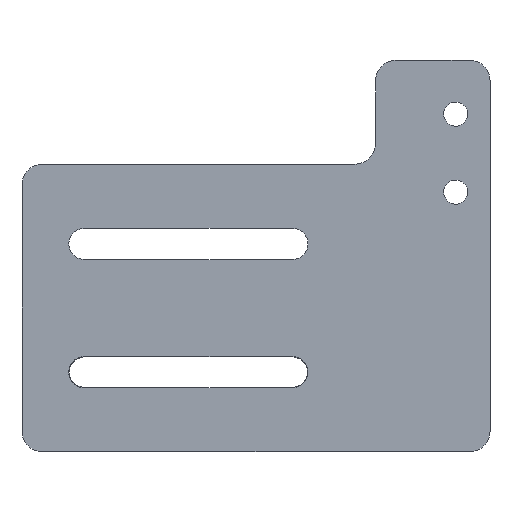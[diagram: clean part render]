
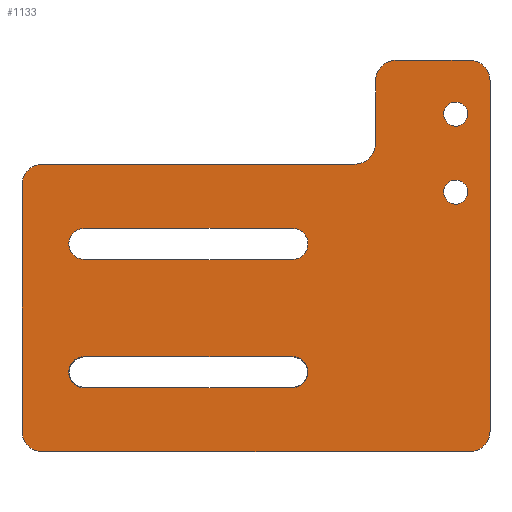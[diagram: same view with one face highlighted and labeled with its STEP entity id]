
A CAD part, left-side view. The second image highlights one B-rep face of the part: STEP entity #1133.
In plain terms, the highlighted planar face has unit normal (-1, 0, 0).
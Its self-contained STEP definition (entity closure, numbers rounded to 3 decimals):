
#61=CARTESIAN_POINT('Vertex',(-12.8,2.291,33.018)) ;
#66=CARTESIAN_POINT('Axis2P3D Location',(-12.8,3.3,32.467)) ;
#70=CARTESIAN_POINT('Vertex',(-12.8,4.309,31.915)) ;
#92=CARTESIAN_POINT('Axis2P3D Location',(-12.8,3.3,32.467)) ;
#114=CARTESIAN_POINT('Axis2P3D Location',(-12.8,39.,19.993)) ;
#118=CARTESIAN_POINT('Vertex',(-12.8,39.,18.493)) ;
#120=CARTESIAN_POINT('Vertex',(-12.8,39.,21.493)) ;
#154=CARTESIAN_POINT('Axis2P3D Location',(-12.8,19.,19.993)) ;
#158=CARTESIAN_POINT('Vertex',(-12.8,19.,21.493)) ;
#160=CARTESIAN_POINT('Vertex',(-12.8,19.,18.493)) ;
#337=CARTESIAN_POINT('Line Origine',(-12.8,29.,18.493)) ;
#354=CARTESIAN_POINT('Line Origine',(-12.8,29.,21.493)) ;
#371=CARTESIAN_POINT('Line Origine',(-12.8,29.,6.16)) ;
#375=CARTESIAN_POINT('Vertex',(-12.8,39.,6.16)) ;
#377=CARTESIAN_POINT('Vertex',(-12.8,19.,6.16)) ;
#411=CARTESIAN_POINT('Control Point',(-12.8,39.,9.16)) ;
#412=CARTESIAN_POINT('Control Point',(-12.8,39.384,9.16)) ;
#413=CARTESIAN_POINT('Control Point',(-12.8,39.768,9.037)) ;
#414=CARTESIAN_POINT('Control Point',(-12.8,40.098,8.79)) ;
#415=CARTESIAN_POINT('Control Point',(-12.8,40.658,7.975)) ;
#416=CARTESIAN_POINT('Control Point',(-12.8,40.509,6.946)) ;
#417=CARTESIAN_POINT('Control Point',(-12.8,40.117,6.42)) ;
#418=CARTESIAN_POINT('Control Point',(-12.8,39.559,6.16)) ;
#419=CARTESIAN_POINT('Control Point',(-12.8,39.,6.16)) ;
#420=CARTESIAN_POINT('Vertex',(-12.8,39.,9.16)) ;
#440=CARTESIAN_POINT('Line Origine',(-12.8,29.,9.16)) ;
#444=CARTESIAN_POINT('Vertex',(-12.8,19.,9.16)) ;
#473=CARTESIAN_POINT('Control Point',(-12.8,19.,6.16)) ;
#474=CARTESIAN_POINT('Control Point',(-12.8,18.616,6.16)) ;
#475=CARTESIAN_POINT('Control Point',(-12.8,18.232,6.283)) ;
#476=CARTESIAN_POINT('Control Point',(-12.8,17.902,6.53)) ;
#477=CARTESIAN_POINT('Control Point',(-12.8,17.342,7.345)) ;
#478=CARTESIAN_POINT('Control Point',(-12.8,17.491,8.374)) ;
#479=CARTESIAN_POINT('Control Point',(-12.8,17.883,8.9)) ;
#480=CARTESIAN_POINT('Control Point',(-12.8,18.441,9.16)) ;
#481=CARTESIAN_POINT('Control Point',(-12.8,19.,9.16)) ;
#691=CARTESIAN_POINT('Vertex',(-12.8,2.291,25.518)) ;
#696=CARTESIAN_POINT('Axis2P3D Location',(-12.8,3.3,24.967)) ;
#700=CARTESIAN_POINT('Vertex',(-12.8,4.309,24.415)) ;
#722=CARTESIAN_POINT('Axis2P3D Location',(-12.8,3.3,24.967)) ;
#748=CARTESIAN_POINT('Vertex',(-12.8,13.,27.667)) ;
#753=CARTESIAN_POINT('Axis2P3D Location',(-12.8,13.,29.667)) ;
#757=CARTESIAN_POINT('Vertex',(-12.8,11.,29.667)) ;
#790=CARTESIAN_POINT('Vertex',(-12.8,43.,27.667)) ;
#793=CARTESIAN_POINT('Line Origine',(-12.8,28.,27.667)) ;
#815=CARTESIAN_POINT('Axis2P3D Location',(-12.8,43.,25.667)) ;
#819=CARTESIAN_POINT('Vertex',(-12.8,45.,25.667)) ;
#852=CARTESIAN_POINT('Vertex',(-12.8,11.,35.667)) ;
#860=CARTESIAN_POINT('Line Origine',(-12.8,11.,32.667)) ;
#877=CARTESIAN_POINT('Axis2P3D Location',(-12.8,9.,35.667)) ;
#881=CARTESIAN_POINT('Vertex',(-12.8,9.,37.667)) ;
#915=CARTESIAN_POINT('Line Origine',(-12.8,5.5,37.667)) ;
#919=CARTESIAN_POINT('Vertex',(-12.8,2.,37.667)) ;
#946=CARTESIAN_POINT('Axis2P3D Location',(-12.8,2.,35.667)) ;
#950=CARTESIAN_POINT('Vertex',(-12.8,0.,35.667)) ;
#976=CARTESIAN_POINT('Vertex',(-12.8,0.,2.)) ;
#984=CARTESIAN_POINT('Line Origine',(-12.8,0.,18.833)) ;
#1001=CARTESIAN_POINT('Axis2P3D Location',(-12.8,2.,2.)) ;
#1005=CARTESIAN_POINT('Vertex',(-12.8,2.,0.)) ;
#1038=CARTESIAN_POINT('Vertex',(-12.8,45.,2.)) ;
#1041=CARTESIAN_POINT('Line Origine',(-12.8,45.,13.833)) ;
#1069=CARTESIAN_POINT('Vertex',(-12.8,43.,0.)) ;
#1077=CARTESIAN_POINT('Line Origine',(-12.8,22.5,0.)) ;
#1089=CARTESIAN_POINT('Axis2P3D Location',(-12.8,0.,0.)) ;
#1094=CARTESIAN_POINT('Axis2P3D Location',(-12.8,43.,2.)) ;
#67=DIRECTION('Axis2P3D Direction',(-1.,0.,-0.)) ;
#93=DIRECTION('Axis2P3D Direction',(-1.,0.,-0.)) ;
#115=DIRECTION('Axis2P3D Direction',(1.,0.,0.)) ;
#155=DIRECTION('Axis2P3D Direction',(1.,0.,0.)) ;
#338=DIRECTION('Vector Direction',(0.,-1.,0.)) ;
#355=DIRECTION('Vector Direction',(0.,1.,0.)) ;
#372=DIRECTION('Vector Direction',(0.,-1.,0.)) ;
#441=DIRECTION('Vector Direction',(0.,1.,0.)) ;
#697=DIRECTION('Axis2P3D Direction',(-1.,0.,0.)) ;
#723=DIRECTION('Axis2P3D Direction',(-1.,0.,0.)) ;
#754=DIRECTION('Axis2P3D Direction',(1.,0.,0.)) ;
#794=DIRECTION('Vector Direction',(0.,-1.,0.)) ;
#816=DIRECTION('Axis2P3D Direction',(-1.,0.,0.)) ;
#861=DIRECTION('Vector Direction',(0.,0.,1.)) ;
#878=DIRECTION('Axis2P3D Direction',(1.,0.,0.)) ;
#916=DIRECTION('Vector Direction',(0.,-1.,0.)) ;
#947=DIRECTION('Axis2P3D Direction',(1.,0.,0.)) ;
#985=DIRECTION('Vector Direction',(0.,0.,-1.)) ;
#1002=DIRECTION('Axis2P3D Direction',(-1.,0.,0.)) ;
#1042=DIRECTION('Vector Direction',(0.,0.,1.)) ;
#1078=DIRECTION('Vector Direction',(0.,1.,0.)) ;
#1090=DIRECTION('Axis2P3D Direction',(1.,0.,0.)) ;
#1091=DIRECTION('Axis2P3D XDirection',(0.,1.,0.)) ;
#1095=DIRECTION('Axis2P3D Direction',(1.,0.,0.)) ;
#68=AXIS2_PLACEMENT_3D('Circle Axis2P3D',#66,#67,$) ;
#94=AXIS2_PLACEMENT_3D('Circle Axis2P3D',#92,#93,$) ;
#116=AXIS2_PLACEMENT_3D('Circle Axis2P3D',#114,#115,$) ;
#156=AXIS2_PLACEMENT_3D('Circle Axis2P3D',#154,#155,$) ;
#698=AXIS2_PLACEMENT_3D('Circle Axis2P3D',#696,#697,$) ;
#724=AXIS2_PLACEMENT_3D('Circle Axis2P3D',#722,#723,$) ;
#755=AXIS2_PLACEMENT_3D('Circle Axis2P3D',#753,#754,$) ;
#817=AXIS2_PLACEMENT_3D('Circle Axis2P3D',#815,#816,$) ;
#879=AXIS2_PLACEMENT_3D('Circle Axis2P3D',#877,#878,$) ;
#948=AXIS2_PLACEMENT_3D('Circle Axis2P3D',#946,#947,$) ;
#1003=AXIS2_PLACEMENT_3D('Circle Axis2P3D',#1001,#1002,$) ;
#1092=AXIS2_PLACEMENT_3D('Plane Axis2P3D',#1089,#1090,#1091) ;
#1096=AXIS2_PLACEMENT_3D('Circle Axis2P3D',#1094,#1095,$) ;
#1100=ORIENTED_EDGE('',*,*,#1098,.F.) ;
#1101=ORIENTED_EDGE('',*,*,#1081,.F.) ;
#1102=ORIENTED_EDGE('',*,*,#1007,.F.) ;
#1103=ORIENTED_EDGE('',*,*,#988,.F.) ;
#1104=ORIENTED_EDGE('',*,*,#952,.F.) ;
#1105=ORIENTED_EDGE('',*,*,#921,.F.) ;
#1106=ORIENTED_EDGE('',*,*,#883,.F.) ;
#1107=ORIENTED_EDGE('',*,*,#864,.F.) ;
#1108=ORIENTED_EDGE('',*,*,#759,.T.) ;
#1109=ORIENTED_EDGE('',*,*,#797,.F.) ;
#1110=ORIENTED_EDGE('',*,*,#821,.F.) ;
#1111=ORIENTED_EDGE('',*,*,#1045,.F.) ;
#1114=ORIENTED_EDGE('',*,*,#726,.T.) ;
#1115=ORIENTED_EDGE('',*,*,#702,.T.) ;
#1118=ORIENTED_EDGE('',*,*,#72,.T.) ;
#1119=ORIENTED_EDGE('',*,*,#96,.T.) ;
#1122=ORIENTED_EDGE('',*,*,#379,.F.) ;
#1123=ORIENTED_EDGE('',*,*,#422,.F.) ;
#1124=ORIENTED_EDGE('',*,*,#446,.F.) ;
#1125=ORIENTED_EDGE('',*,*,#482,.F.) ;
#1128=ORIENTED_EDGE('',*,*,#162,.T.) ;
#1129=ORIENTED_EDGE('',*,*,#341,.F.) ;
#1130=ORIENTED_EDGE('',*,*,#122,.T.) ;
#1131=ORIENTED_EDGE('',*,*,#358,.F.) ;
#1116=FACE_BOUND('',#1113,.T.) ;
#1120=FACE_BOUND('',#1117,.T.) ;
#1126=FACE_BOUND('',#1121,.T.) ;
#1132=FACE_BOUND('',#1127,.T.) ;
#339=VECTOR('Line Direction',#338,1.) ;
#356=VECTOR('Line Direction',#355,1.) ;
#373=VECTOR('Line Direction',#372,1.) ;
#442=VECTOR('Line Direction',#441,1.) ;
#795=VECTOR('Line Direction',#794,1.) ;
#862=VECTOR('Line Direction',#861,1.) ;
#917=VECTOR('Line Direction',#916,1.) ;
#986=VECTOR('Line Direction',#985,1.) ;
#1043=VECTOR('Line Direction',#1042,1.) ;
#1079=VECTOR('Line Direction',#1078,1.) ;
#1133=ADVANCED_FACE('PartBody',(#1112,#1116,#1120,#1126,#1132),#1093,.F.) ;
#410=B_SPLINE_CURVE_WITH_KNOTS('',5,(#411,#412,#413,#414,#415,#416,#417,#418,#419),.UNSPECIFIED.,.F.,.U.,(6,3,6),(0.,2.714,6.663),.UNSPECIFIED.) ;
#472=B_SPLINE_CURVE_WITH_KNOTS('',5,(#473,#474,#475,#476,#477,#478,#479,#480,#481),.UNSPECIFIED.,.F.,.U.,(6,3,6),(0.,2.714,6.663),.UNSPECIFIED.) ;
#69=CIRCLE('generated circle',#68,1.15) ;
#95=CIRCLE('generated circle',#94,1.15) ;
#117=CIRCLE('generated circle',#116,1.5) ;
#157=CIRCLE('generated circle',#156,1.5) ;
#699=CIRCLE('generated circle',#698,1.15) ;
#725=CIRCLE('generated circle',#724,1.15) ;
#756=CIRCLE('generated circle',#755,2.) ;
#818=CIRCLE('generated circle',#817,2.) ;
#880=CIRCLE('generated circle',#879,2.) ;
#949=CIRCLE('generated circle',#948,2.) ;
#1004=CIRCLE('generated circle',#1003,2.) ;
#1097=CIRCLE('generated circle',#1096,2.) ;
#72=EDGE_CURVE('',#71,#62,#69,.F.) ;
#96=EDGE_CURVE('',#62,#71,#95,.F.) ;
#122=EDGE_CURVE('',#119,#121,#117,.T.) ;
#162=EDGE_CURVE('',#159,#161,#157,.T.) ;
#341=EDGE_CURVE('',#119,#161,#340,.T.) ;
#358=EDGE_CURVE('',#159,#121,#357,.T.) ;
#379=EDGE_CURVE('',#376,#378,#374,.T.) ;
#422=EDGE_CURVE('',#421,#376,#410,.T.) ;
#446=EDGE_CURVE('',#445,#421,#443,.T.) ;
#482=EDGE_CURVE('',#378,#445,#472,.T.) ;
#702=EDGE_CURVE('',#701,#692,#699,.F.) ;
#726=EDGE_CURVE('',#692,#701,#725,.F.) ;
#759=EDGE_CURVE('',#758,#749,#756,.T.) ;
#797=EDGE_CURVE('',#791,#749,#796,.T.) ;
#821=EDGE_CURVE('',#820,#791,#818,.F.) ;
#864=EDGE_CURVE('',#758,#853,#863,.T.) ;
#883=EDGE_CURVE('',#853,#882,#880,.T.) ;
#921=EDGE_CURVE('',#882,#920,#918,.T.) ;
#952=EDGE_CURVE('',#920,#951,#949,.T.) ;
#988=EDGE_CURVE('',#951,#977,#987,.T.) ;
#1007=EDGE_CURVE('',#977,#1006,#1004,.F.) ;
#1045=EDGE_CURVE('',#1039,#820,#1044,.T.) ;
#1081=EDGE_CURVE('',#1006,#1070,#1080,.T.) ;
#1098=EDGE_CURVE('',#1070,#1039,#1097,.T.) ;
#1099=EDGE_LOOP('',(#1100,#1101,#1102,#1103,#1104,#1105,#1106,#1107,#1108,#1109,#1110,#1111)) ;
#1113=EDGE_LOOP('',(#1114,#1115)) ;
#1117=EDGE_LOOP('',(#1118,#1119)) ;
#1121=EDGE_LOOP('',(#1122,#1123,#1124,#1125)) ;
#1127=EDGE_LOOP('',(#1128,#1129,#1130,#1131)) ;
#1112=FACE_OUTER_BOUND('',#1099,.T.) ;
#340=LINE('Line',#337,#339) ;
#357=LINE('Line',#354,#356) ;
#374=LINE('Line',#371,#373) ;
#443=LINE('Line',#440,#442) ;
#796=LINE('Line',#793,#795) ;
#863=LINE('Line',#860,#862) ;
#918=LINE('Line',#915,#917) ;
#987=LINE('Line',#984,#986) ;
#1044=LINE('Line',#1041,#1043) ;
#1080=LINE('Line',#1077,#1079) ;
#1093=PLANE('Plane',#1092) ;
#62=VERTEX_POINT('',#61) ;
#71=VERTEX_POINT('',#70) ;
#119=VERTEX_POINT('',#118) ;
#121=VERTEX_POINT('',#120) ;
#159=VERTEX_POINT('',#158) ;
#161=VERTEX_POINT('',#160) ;
#376=VERTEX_POINT('',#375) ;
#378=VERTEX_POINT('',#377) ;
#421=VERTEX_POINT('',#420) ;
#445=VERTEX_POINT('',#444) ;
#692=VERTEX_POINT('',#691) ;
#701=VERTEX_POINT('',#700) ;
#749=VERTEX_POINT('',#748) ;
#758=VERTEX_POINT('',#757) ;
#791=VERTEX_POINT('',#790) ;
#820=VERTEX_POINT('',#819) ;
#853=VERTEX_POINT('',#852) ;
#882=VERTEX_POINT('',#881) ;
#920=VERTEX_POINT('',#919) ;
#951=VERTEX_POINT('',#950) ;
#977=VERTEX_POINT('',#976) ;
#1006=VERTEX_POINT('',#1005) ;
#1039=VERTEX_POINT('',#1038) ;
#1070=VERTEX_POINT('',#1069) ;
